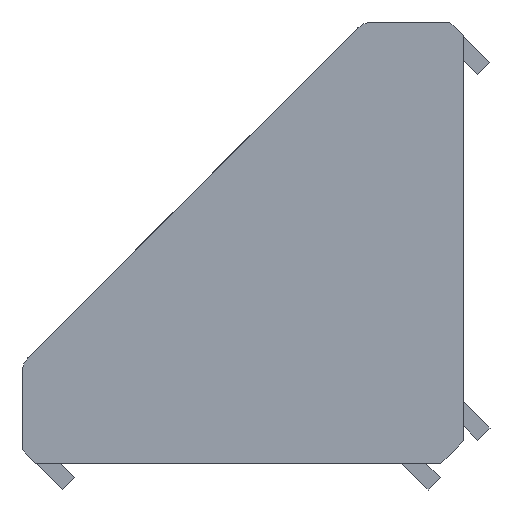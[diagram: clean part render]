
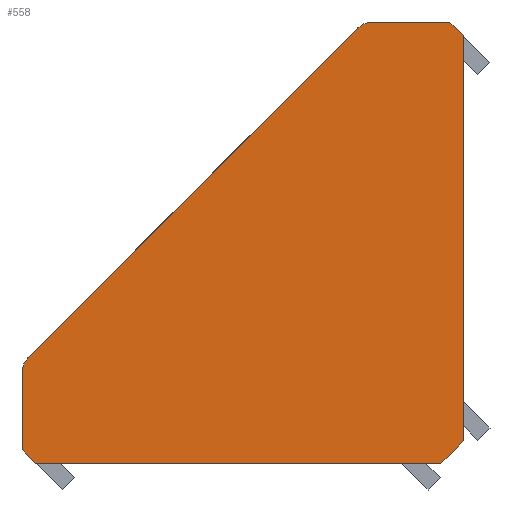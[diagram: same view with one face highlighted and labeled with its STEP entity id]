
A CAD part, left-side view. The second image highlights one B-rep face of the part: STEP entity #558.
In plain terms, the highlighted planar face has unit normal (-1, 0, 0).
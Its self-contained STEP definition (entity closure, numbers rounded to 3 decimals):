
#62 = FACE_OUTER_BOUND ( 'NONE', #1795, .T. ) ;
#286 = EDGE_CURVE ( 'NONE', #2465, #2466, #1644, .T. ) ;
#310 = EDGE_CURVE ( 'NONE', #2481, #2479, #2629, .T. ) ;
#311 = EDGE_CURVE ( 'NONE', #2479, #2480, #1620, .T. ) ;
#312 = EDGE_CURVE ( 'NONE', #2482, #2481, #1619, .T. ) ;
#313 = EDGE_CURVE ( 'NONE', #2483, #2482, #2634, .T. ) ;
#314 = EDGE_CURVE ( 'NONE', #2484, #2483, #1618, .T. ) ;
#315 = EDGE_CURVE ( 'NONE', #2485, #2484, #1617, .T. ) ;
#448 = EDGE_CURVE ( 'NONE', #2466, #2485, #3026, .T. ) ;
#449 = EDGE_CURVE ( 'NONE', #2486, #2465, #3025, .T. ) ;
#450 = EDGE_CURVE ( 'NONE', #2480, #2486, #3010, .T. ) ;
#558 = ADVANCED_FACE ( 'NONE', ( #62 ), #1337, .F. ) ;
#673 = CARTESIAN_POINT ( 'NONE',  ( -21., 0., 2.121 ) ) ;
#674 = DIRECTION ( 'NONE',  ( 0., 0.707, -0.707 ) ) ;
#721 = CARTESIAN_POINT ( 'NONE',  ( -21., 8.5, 39.3 ) ) ;
#722 = DIRECTION ( 'NONE',  ( 1., 0., 0. ) ) ;
#723 = DIRECTION ( 'NONE',  ( 0., 0., -1. ) ) ;
#724 = CARTESIAN_POINT ( 'NONE',  ( -21., 4.889, 41.3 ) ) ;
#725 = DIRECTION ( 'NONE',  ( 0., -1., 0. ) ) ;
#726 = CARTESIAN_POINT ( 'NONE',  ( -21., 25.314, 25.314 ) ) ;
#727 = DIRECTION ( 'NONE',  ( 0., -0.707, 0.707 ) ) ;
#728 = CARTESIAN_POINT ( 'NONE',  ( -21., 39.3, 8.5 ) ) ;
#729 = DIRECTION ( 'NONE',  ( 1., 0., 0. ) ) ;
#730 = DIRECTION ( 'NONE',  ( 0., 0., -1. ) ) ;
#731 = CARTESIAN_POINT ( 'NONE',  ( -21., 41.3, 4.889 ) ) ;
#732 = DIRECTION ( 'NONE',  ( 0., 0., 1. ) ) ;
#733 = CARTESIAN_POINT ( 'NONE',  ( -21., 40.661, 0.639 ) ) ;
#734 = DIRECTION ( 'NONE',  ( 0., 0.707, 0.707 ) ) ;
#1018 = CARTESIAN_POINT ( 'NONE',  ( -21., 21.072, 0. ) ) ;
#1019 = DIRECTION ( 'NONE',  ( 0., 1., 0. ) ) ;
#1020 = CARTESIAN_POINT ( 'NONE',  ( -21., 0., 21.072 ) ) ;
#1021 = DIRECTION ( 'NONE',  ( 0., 0., -1. ) ) ;
#1022 = CARTESIAN_POINT ( 'NONE',  ( -21., 0.639, 40.661 ) ) ;
#1023 = DIRECTION ( 'NONE',  ( 0., -0.707, -0.707 ) ) ;
#1337 = PLANE ( 'NONE',  #2868 ) ;
#1338 = CARTESIAN_POINT ( 'NONE',  ( -21., 0., 41.3 ) ) ;
#1339 = DIRECTION ( 'NONE',  ( 1., 0., 0. ) ) ;
#1340 = DIRECTION ( 'NONE',  ( 0., 0., -1. ) ) ;
#1463 = CARTESIAN_POINT ( 'NONE',  ( -21., 0., 2.121 ) ) ;
#1464 = CARTESIAN_POINT ( 'NONE',  ( -21., 2.121, 0. ) ) ;
#1477 = CARTESIAN_POINT ( 'NONE',  ( -21., 8.5, 41.3 ) ) ;
#1478 = CARTESIAN_POINT ( 'NONE',  ( -21., 1.278, 41.3 ) ) ;
#1479 = CARTESIAN_POINT ( 'NONE',  ( -21., 9.915, 40.714 ) ) ;
#1480 = CARTESIAN_POINT ( 'NONE',  ( -21., 40.714, 9.915 ) ) ;
#1481 = CARTESIAN_POINT ( 'NONE',  ( -21., 41.3, 8.5 ) ) ;
#1482 = CARTESIAN_POINT ( 'NONE',  ( -21., 41.3, 1.278 ) ) ;
#1483 = CARTESIAN_POINT ( 'NONE',  ( -21., 40.022, 0. ) ) ;
#1484 = CARTESIAN_POINT ( 'NONE',  ( -21., 0., 40.022 ) ) ;
#1617 = LINE ( 'NONE', #733, #2638 ) ;
#1618 = LINE ( 'NONE', #731, #2637 ) ;
#1619 = LINE ( 'NONE', #726, #2635 ) ;
#1620 = LINE ( 'NONE', #724, #2633 ) ;
#1644 = LINE ( 'NONE', #673, #2607 ) ;
#1795 = EDGE_LOOP ( 'NONE', ( #2242, #2240, #2241, #2239, #2238, #2237, #2236, #2235, #1984, #1982 ) ) ;
#1982 = ORIENTED_EDGE ( 'NONE', *, *, #450, .F. ) ;
#1984 = ORIENTED_EDGE ( 'NONE', *, *, #449, .F. ) ;
#2235 = ORIENTED_EDGE ( 'NONE', *, *, #286, .F. ) ;
#2236 = ORIENTED_EDGE ( 'NONE', *, *, #448, .F. ) ;
#2237 = ORIENTED_EDGE ( 'NONE', *, *, #315, .F. ) ;
#2238 = ORIENTED_EDGE ( 'NONE', *, *, #314, .F. ) ;
#2239 = ORIENTED_EDGE ( 'NONE', *, *, #313, .F. ) ;
#2240 = ORIENTED_EDGE ( 'NONE', *, *, #310, .F. ) ;
#2241 = ORIENTED_EDGE ( 'NONE', *, *, #312, .F. ) ;
#2242 = ORIENTED_EDGE ( 'NONE', *, *, #311, .F. ) ;
#2465 = VERTEX_POINT ( 'NONE', #1463 ) ;
#2466 = VERTEX_POINT ( 'NONE', #1464 ) ;
#2479 = VERTEX_POINT ( 'NONE', #1477 ) ;
#2480 = VERTEX_POINT ( 'NONE', #1478 ) ;
#2481 = VERTEX_POINT ( 'NONE', #1479 ) ;
#2482 = VERTEX_POINT ( 'NONE', #1480 ) ;
#2483 = VERTEX_POINT ( 'NONE', #1481 ) ;
#2484 = VERTEX_POINT ( 'NONE', #1482 ) ;
#2485 = VERTEX_POINT ( 'NONE', #1483 ) ;
#2486 = VERTEX_POINT ( 'NONE', #1484 ) ;
#2607 = VECTOR ( 'NONE', #674, 1000. ) ;
#2629 = CIRCLE ( 'NONE', #2632, 2. ) ;
#2632 = AXIS2_PLACEMENT_3D ( 'NONE', #721, #722, #723 ) ;
#2633 = VECTOR ( 'NONE', #725, 1000. ) ;
#2634 = CIRCLE ( 'NONE', #2636, 2. ) ;
#2635 = VECTOR ( 'NONE', #727, 1000. ) ;
#2636 = AXIS2_PLACEMENT_3D ( 'NONE', #728, #729, #730 ) ;
#2637 = VECTOR ( 'NONE', #732, 1000. ) ;
#2638 = VECTOR ( 'NONE', #734, 1000. ) ;
#2790 = VECTOR ( 'NONE', #1019, 1000. ) ;
#2791 = VECTOR ( 'NONE', #1021, 1000. ) ;
#2792 = VECTOR ( 'NONE', #1023, 1000. ) ;
#2868 = AXIS2_PLACEMENT_3D ( 'NONE', #1338, #1339, #1340 ) ;
#3010 = LINE ( 'NONE', #1022, #2792 ) ;
#3025 = LINE ( 'NONE', #1020, #2791 ) ;
#3026 = LINE ( 'NONE', #1018, #2790 ) ;
